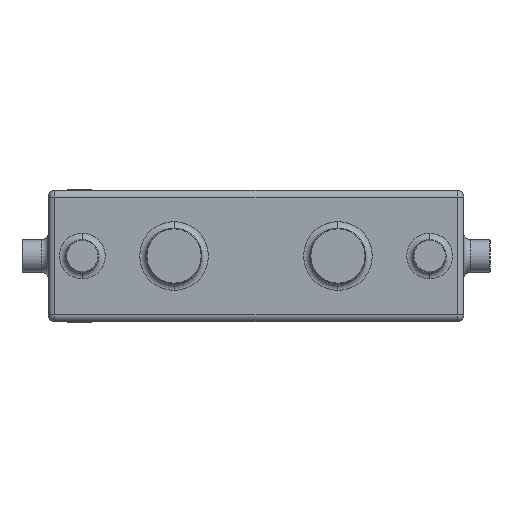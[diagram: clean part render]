
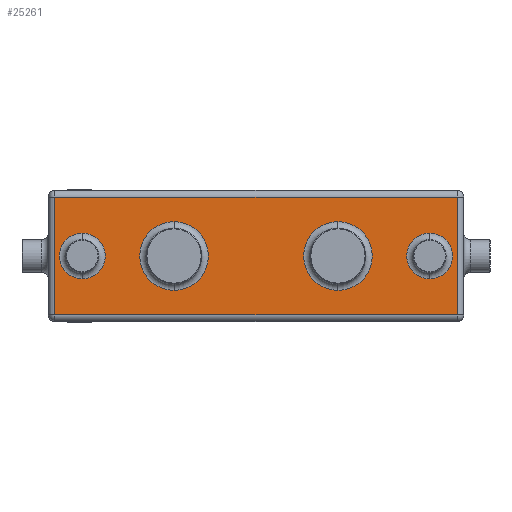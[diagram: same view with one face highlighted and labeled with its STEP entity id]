
A CAD part, left-side view. The second image highlights one B-rep face of the part: STEP entity #25261.
In plain terms, the highlighted planar face has unit normal (-1, 0, 0).
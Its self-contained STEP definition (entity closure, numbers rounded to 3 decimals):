
#23 = VERTEX_POINT ( 'NONE', #16949 ) ;
#674 = VERTEX_POINT ( 'NONE', #22805 ) ;
#935 = DIRECTION ( 'NONE',  ( 0., 0., -1. ) ) ;
#1583 = VECTOR ( 'NONE', #7620, 1000. ) ;
#1669 = AXIS2_PLACEMENT_3D ( 'NONE', #13598, #15559, #19531 ) ;
#1755 = EDGE_CURVE ( 'NONE', #24017, #1962, #3760, .T. ) ;
#1884 = CARTESIAN_POINT ( 'NONE',  ( -50., -158.5, 45. ) ) ;
#1962 = VERTEX_POINT ( 'NONE', #16659 ) ;
#2060 = AXIS2_PLACEMENT_3D ( 'NONE', #20833, #4839, #18619 ) ;
#3760 = LINE ( 'NONE', #7343, #1583 ) ;
#3958 = PLANE ( 'NONE',  #16243 ) ;
#4497 = EDGE_CURVE ( 'NONE', #674, #8151, #23431, .T. ) ;
#4582 = FACE_OUTER_BOUND ( 'NONE', #12006, .T. ) ;
#4612 = DIRECTION ( 'NONE',  ( 0., 0., -1. ) ) ;
#4788 = CARTESIAN_POINT ( 'NONE',  ( -50., 62.5, -26.2 ) ) ;
#4839 = DIRECTION ( 'NONE',  ( 1., 0., 0. ) ) ;
#5634 = CARTESIAN_POINT ( 'NONE',  ( -50., -132.5, 0. ) ) ;
#5848 = DIRECTION ( 'NONE',  ( 0., -1., 0. ) ) ;
#5956 = DIRECTION ( 'NONE',  ( 0., 0., -1. ) ) ;
#6267 = CIRCLE ( 'NONE', #15665, 17.5 ) ;
#7329 = DIRECTION ( 'NONE',  ( 1., 0., 0. ) ) ;
#7343 = CARTESIAN_POINT ( 'NONE',  ( -50., -153.5, 50. ) ) ;
#7465 = DIRECTION ( 'NONE',  ( 0., 0., -1. ) ) ;
#7575 = VECTOR ( 'NONE', #9806, 1000. ) ;
#7620 = DIRECTION ( 'NONE',  ( 0., 0., 1. ) ) ;
#7675 = DIRECTION ( 'NONE',  ( 1., 0., 0. ) ) ;
#7787 = EDGE_CURVE ( 'NONE', #11879, #15406, #18939, .T. ) ;
#8151 = VERTEX_POINT ( 'NONE', #16393 ) ;
#8479 = CIRCLE ( 'NONE', #1669, 26.2 ) ;
#8757 = CARTESIAN_POINT ( 'NONE',  ( -50., 153.5, 50. ) ) ;
#8869 = VERTEX_POINT ( 'NONE', #23224 ) ;
#9116 = LINE ( 'NONE', #1884, #7575 ) ;
#9403 = CARTESIAN_POINT ( 'NONE',  ( -50., -153.5, -45. ) ) ;
#9418 = EDGE_CURVE ( 'NONE', #15406, #11879, #11668, .T. ) ;
#9647 = DIRECTION ( 'NONE',  ( 0., 0., -1. ) ) ;
#9806 = DIRECTION ( 'NONE',  ( 0., 1., 0. ) ) ;
#9808 = AXIS2_PLACEMENT_3D ( 'NONE', #5634, #17497, #7465 ) ;
#10093 = AXIS2_PLACEMENT_3D ( 'NONE', #12410, #24196, #24283 ) ;
#10573 = CARTESIAN_POINT ( 'NONE',  ( -50., 62.5, 0. ) ) ;
#10882 = EDGE_CURVE ( 'NONE', #22949, #24017, #15637, .T. ) ;
#11141 = EDGE_CURVE ( 'NONE', #11545, #22949, #17134, .T. ) ;
#11468 = EDGE_CURVE ( 'NONE', #13289, #8869, #13481, .T. ) ;
#11545 = VERTEX_POINT ( 'NONE', #20359 ) ;
#11668 = CIRCLE ( 'NONE', #23949, 26.2 ) ;
#11879 = VERTEX_POINT ( 'NONE', #17519 ) ;
#12006 = EDGE_LOOP ( 'NONE', ( #15408, #15084, #18211, #20476 ) ) ;
#12410 = CARTESIAN_POINT ( 'NONE',  ( -50., 62.5, 0. ) ) ;
#12709 = ORIENTED_EDGE ( 'NONE', *, *, #13314, .T. ) ;
#13289 = VERTEX_POINT ( 'NONE', #23255 ) ;
#13314 = EDGE_CURVE ( 'NONE', #23, #20492, #17350, .T. ) ;
#13320 = EDGE_CURVE ( 'NONE', #20492, #23, #8479, .T. ) ;
#13481 = CIRCLE ( 'NONE', #23802, 17.5 ) ;
#13575 = EDGE_LOOP ( 'NONE', ( #20983, #22136 ) ) ;
#13598 = CARTESIAN_POINT ( 'NONE',  ( -50., -62.5, 0. ) ) ;
#13780 = AXIS2_PLACEMENT_3D ( 'NONE', #17437, #7675, #9647 ) ;
#14465 = EDGE_LOOP ( 'NONE', ( #25435, #16396 ) ) ;
#15084 = ORIENTED_EDGE ( 'NONE', *, *, #11141, .T. ) ;
#15406 = VERTEX_POINT ( 'NONE', #4788 ) ;
#15408 = ORIENTED_EDGE ( 'NONE', *, *, #17083, .T. ) ;
#15559 = DIRECTION ( 'NONE',  ( 1., 0., 0. ) ) ;
#15637 = LINE ( 'NONE', #17540, #19338 ) ;
#15665 = AXIS2_PLACEMENT_3D ( 'NONE', #23191, #7329, #22931 ) ;
#15692 = FACE_BOUND ( 'NONE', #18115, .T. ) ;
#16243 = AXIS2_PLACEMENT_3D ( 'NONE', #23932, #17742, #5956 ) ;
#16393 = CARTESIAN_POINT ( 'NONE',  ( -50., -132.5, -17.5 ) ) ;
#16396 = ORIENTED_EDGE ( 'NONE', *, *, #17862, .T. ) ;
#16460 = DIRECTION ( 'NONE',  ( 1., 0., 0. ) ) ;
#16550 = CARTESIAN_POINT ( 'NONE',  ( -50., 153.5, -45. ) ) ;
#16659 = CARTESIAN_POINT ( 'NONE',  ( -50., -153.5, 45. ) ) ;
#16949 = CARTESIAN_POINT ( 'NONE',  ( -50., -62.5, -26.2 ) ) ;
#17083 = EDGE_CURVE ( 'NONE', #1962, #11545, #9116, .T. ) ;
#17134 = LINE ( 'NONE', #8757, #21148 ) ;
#17350 = CIRCLE ( 'NONE', #13780, 26.2 ) ;
#17437 = CARTESIAN_POINT ( 'NONE',  ( -50., -62.5, 0. ) ) ;
#17497 = DIRECTION ( 'NONE',  ( 1., 0., 0. ) ) ;
#17519 = CARTESIAN_POINT ( 'NONE',  ( -50., 62.5, 26.2 ) ) ;
#17540 = CARTESIAN_POINT ( 'NONE',  ( -50., -158.5, -45. ) ) ;
#17742 = DIRECTION ( 'NONE',  ( 1., 0., 0. ) ) ;
#17843 = FACE_BOUND ( 'NONE', #13575, .T. ) ;
#17862 = EDGE_CURVE ( 'NONE', #8869, #13289, #6267, .T. ) ;
#18029 = ORIENTED_EDGE ( 'NONE', *, *, #9418, .T. ) ;
#18059 = CARTESIAN_POINT ( 'NONE',  ( -50., 132.5, 0. ) ) ;
#18115 = EDGE_LOOP ( 'NONE', ( #12709, #19574 ) ) ;
#18211 = ORIENTED_EDGE ( 'NONE', *, *, #10882, .T. ) ;
#18619 = DIRECTION ( 'NONE',  ( 0., 0., -1. ) ) ;
#18939 = CIRCLE ( 'NONE', #10093, 26.2 ) ;
#19338 = VECTOR ( 'NONE', #5848, 1000. ) ;
#19531 = DIRECTION ( 'NONE',  ( 0., 0., -1. ) ) ;
#19574 = ORIENTED_EDGE ( 'NONE', *, *, #13320, .T. ) ;
#20359 = CARTESIAN_POINT ( 'NONE',  ( -50., 153.5, 45. ) ) ;
#20476 = ORIENTED_EDGE ( 'NONE', *, *, #1755, .T. ) ;
#20492 = VERTEX_POINT ( 'NONE', #20927 ) ;
#20712 = EDGE_CURVE ( 'NONE', #8151, #674, #21575, .T. ) ;
#20833 = CARTESIAN_POINT ( 'NONE',  ( -50., -132.5, 0. ) ) ;
#20898 = FACE_BOUND ( 'NONE', #22468, .T. ) ;
#20927 = CARTESIAN_POINT ( 'NONE',  ( -50., -62.5, 26.2 ) ) ;
#20983 = ORIENTED_EDGE ( 'NONE', *, *, #20712, .T. ) ;
#21148 = VECTOR ( 'NONE', #935, 1000. ) ;
#21575 = CIRCLE ( 'NONE', #9808, 17.5 ) ;
#21830 = ORIENTED_EDGE ( 'NONE', *, *, #7787, .T. ) ;
#22023 = DIRECTION ( 'NONE',  ( 1., 0., 0. ) ) ;
#22136 = ORIENTED_EDGE ( 'NONE', *, *, #4497, .T. ) ;
#22468 = EDGE_LOOP ( 'NONE', ( #18029, #21830 ) ) ;
#22805 = CARTESIAN_POINT ( 'NONE',  ( -50., -132.5, 17.5 ) ) ;
#22931 = DIRECTION ( 'NONE',  ( 0., 0., -1. ) ) ;
#22949 = VERTEX_POINT ( 'NONE', #16550 ) ;
#23191 = CARTESIAN_POINT ( 'NONE',  ( -50., 132.5, 0. ) ) ;
#23224 = CARTESIAN_POINT ( 'NONE',  ( -50., 132.5, 17.5 ) ) ;
#23255 = CARTESIAN_POINT ( 'NONE',  ( -50., 132.5, -17.5 ) ) ;
#23431 = CIRCLE ( 'NONE', #2060, 17.5 ) ;
#23802 = AXIS2_PLACEMENT_3D ( 'NONE', #18059, #22023, #23997 ) ;
#23932 = CARTESIAN_POINT ( 'NONE',  ( -50., -158.5, 50. ) ) ;
#23949 = AXIS2_PLACEMENT_3D ( 'NONE', #10573, #16460, #4612 ) ;
#23997 = DIRECTION ( 'NONE',  ( 0., 0., -1. ) ) ;
#24017 = VERTEX_POINT ( 'NONE', #9403 ) ;
#24196 = DIRECTION ( 'NONE',  ( 1., 0., 0. ) ) ;
#24283 = DIRECTION ( 'NONE',  ( 0., 0., -1. ) ) ;
#24940 = FACE_BOUND ( 'NONE', #14465, .T. ) ;
#25261 = ADVANCED_FACE ( 'NONE', ( #4582, #20898, #15692, #24940, #17843 ), #3958, .F. ) ;
#25435 = ORIENTED_EDGE ( 'NONE', *, *, #11468, .T. ) ;
